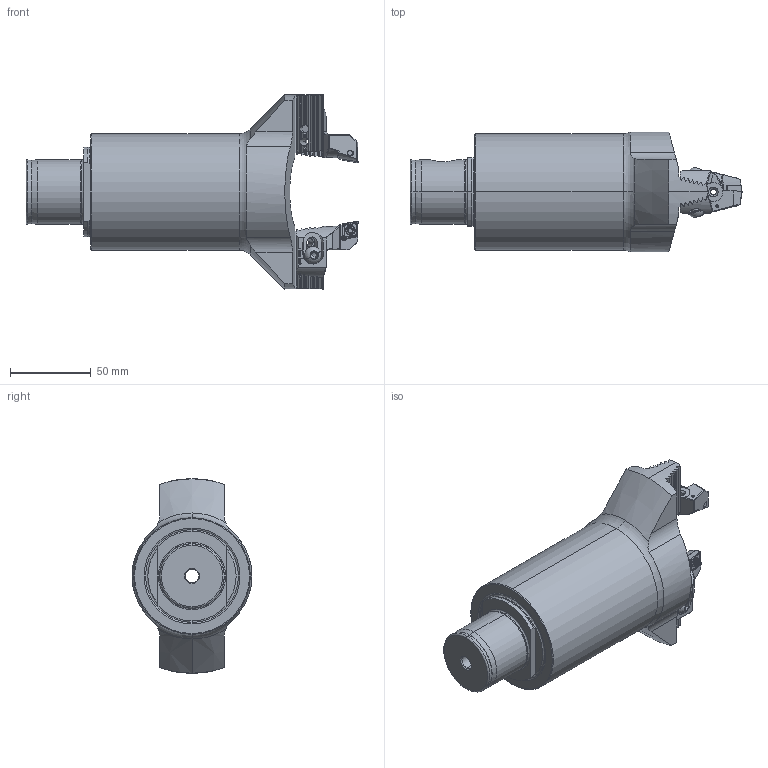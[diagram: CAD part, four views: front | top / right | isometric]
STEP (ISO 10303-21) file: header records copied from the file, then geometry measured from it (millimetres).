
FILE_DESCRIPTION (( 'STEP AP203' ), '1' );
FILE_NAME ('141.720.000.STEP', '2018-03-02T14:43:27', ( 'SWIAdmin' ), ( 'Hewlett-Packard Company' ), 'SwSTEP 2.0', 'SolidWorks 2017', '' );
FILE_SCHEMA (( 'CONFIG_CONTROL_DESIGN' ));
Length unit declared in the file: millimetre
Products named in the file (9): Z32-WCB.001.021_einzeln; MB7-Z32.K05.165_C; Z32-ER1.002.016_A; Z32-ER1.003.016_A_gespannt; Z32-ER1.001.016; 141.720.000; Z32-xxx.001.021_B; WCB-ER2.001.009_A; CCMT09T304
Assembly tree (10 placements, depth 3):
  141.720.000
    MB7-Z32.K05.165_C
    Z32-ER1.001.016  x2
      Z32-ER1.002.016_A
      Z32-ER1.003.016_A_gespannt
    Z32-WCB.001.021_einzeln  x2
      Z32-xxx.001.021_B
      WCB-ER2.001.009_A
      CCMT09T304
Bounding box: 205 x 74 x 120 mm (x, y, z)
Volume: 377613.3 mm3; surface area: 79824.1 mm2
Topology: 11 solids, 11 shells, 961 faces, 2591 edges, 1632 vertices
Faces by surface type: plane 461, cylinder 231, cone 107, bspline 102, torus 40, sphere 20
Entity records: 23482 total; most frequent: CARTESIAN_POINT 8203, ORIENTED_EDGE 3426, DIRECTION 2539, EDGE_CURVE 1713, VERTEX_POINT 1094, AXIS2_PLACEMENT_3D 909, VECTOR 721, LINE 721
